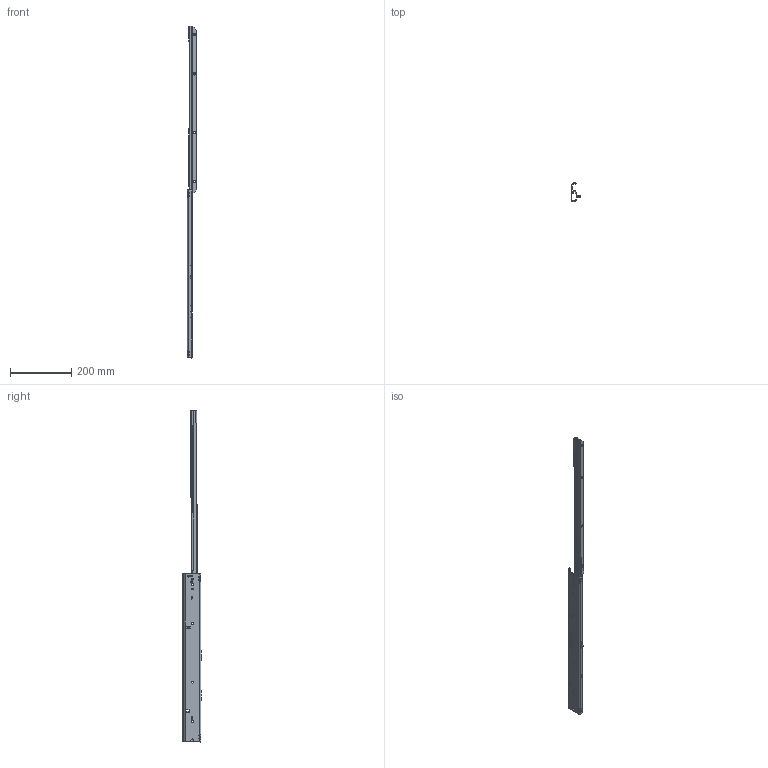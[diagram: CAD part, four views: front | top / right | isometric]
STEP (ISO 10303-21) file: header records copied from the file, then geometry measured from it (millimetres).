
FILE_DESCRIPTION (( 'STEP AP214' ), '1' );
FILE_NAME ('CS# 791.550-GA.0000_open.STEP', '2023-01-20T11:10:07', ( '' ), ( '' ), 'SwSTEP 2.0', 'SolidWorks 2020', '' );
FILE_SCHEMA (( 'AUTOMOTIVE_DESIGN' ));
Length unit declared in the file: millimetre
Products named in the file (6): CS# 785.XXX-01.0000_NL 550; CS# 786.XXX-03.S048_NL 550; CS# 791.550-GA.0000_open; PG-033
Assembly tree (5 placements, depth 3):
  CS# 791.550-GA.0000_open
    CS# 785.XXX-01.0000_NL 550
      CS# 785.XXX-01.0000_NL 550
      PG-033
    CS# 786.XXX-03.S048_NL 550
      CS# 786.XXX-03.S048_NL 550
Bounding box: 31.5 x 62.5 x 1084.99 mm (x, y, z)
Volume: 108664.6 mm3; surface area: 150121 mm2
Topology: 3 solids, 3 shells, 1154 faces, 2949 edges, 1818 vertices
Faces by surface type: plane 449, bspline 268, cylinder 254, cone 90, torus 72, sphere 21
Entity records: 53370 total; most frequent: CARTESIAN_POINT 22742, ORIENTED_EDGE 5842, DIRECTION 4702, EDGE_CURVE 2921, VERTEX_POINT 1818, AXIS2_PLACEMENT_3D 1640, VECTOR 1422, LINE 1422
